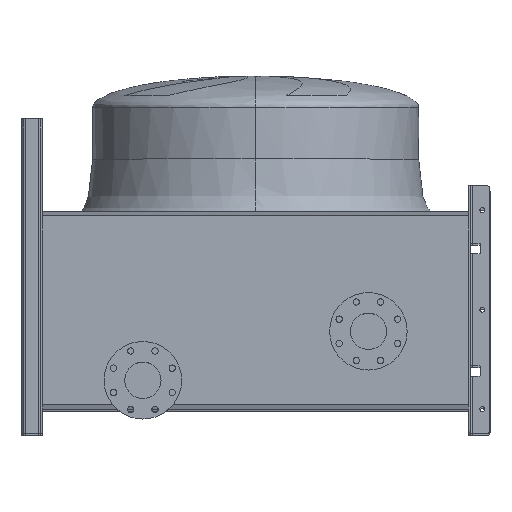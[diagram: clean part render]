
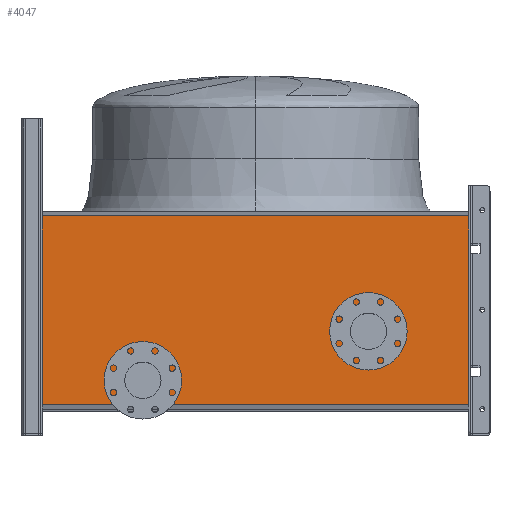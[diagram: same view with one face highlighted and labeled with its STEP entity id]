
A CAD part, top view. The second image highlights one B-rep face of the part: STEP entity #4047.
In plain terms, the highlighted planar face has unit normal (0, 0, 1).
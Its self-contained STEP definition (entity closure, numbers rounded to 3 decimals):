
#46 = CIRCLE ( 'NONE', #9942, 54. ) ;
#55 = VECTOR ( 'NONE', #5846, 1000. ) ;
#164 = CARTESIAN_POINT ( 'NONE',  ( 320., 274., 240. ) ) ;
#336 = DIRECTION ( 'NONE',  ( 0., 0., -1. ) ) ;
#370 = ORIENTED_EDGE ( 'NONE', *, *, #6900, .F. ) ;
#629 = DIRECTION ( 'NONE',  ( -1., 0., 0. ) ) ;
#672 = AXIS2_PLACEMENT_3D ( 'NONE', #5831, #336, #11416 ) ;
#813 = EDGE_CURVE ( 'NONE', #2089, #5944, #46, .T. ) ;
#963 = EDGE_CURVE ( 'NONE', #9238, #3977, #3815, .T. ) ;
#1250 = DIRECTION ( 'NONE',  ( 0., 0., -1. ) ) ;
#1278 = VECTOR ( 'NONE', #9120, 1000. ) ;
#1523 = CARTESIAN_POINT ( 'NONE',  ( 1214.262, 12.578, 240. ) ) ;
#1532 = DIRECTION ( 'NONE',  ( 0., 0., -1. ) ) ;
#1634 = FACE_OUTER_BOUND ( 'NONE', #5740, .T. ) ;
#1686 = ORIENTED_EDGE ( 'NONE', *, *, #6015, .T. ) ;
#1860 = EDGE_CURVE ( 'NONE', #4819, #4669, #10539, .T. ) ;
#2001 = CIRCLE ( 'NONE', #6963, 54. ) ;
#2089 = VERTEX_POINT ( 'NONE', #8816 ) ;
#2330 = CARTESIAN_POINT ( 'NONE',  ( 605., 12.578, 240. ) ) ;
#2422 = CARTESIAN_POINT ( 'NONE',  ( 320., 220., 240. ) ) ;
#2760 = FACE_BOUND ( 'NONE', #10479, .T. ) ;
#3432 = FACE_BOUND ( 'NONE', #7241, .T. ) ;
#3643 = CARTESIAN_POINT ( 'NONE',  ( -605., 547.422, 240. ) ) ;
#3815 = LINE ( 'NONE', #5662, #9372 ) ;
#3977 = VERTEX_POINT ( 'NONE', #6832 ) ;
#3988 = ORIENTED_EDGE ( 'NONE', *, *, #5708, .T. ) ;
#4047 = ADVANCED_FACE ( 'NONE', ( #2760, #1634, #3432 ), #6404, .F. ) ;
#4256 = ORIENTED_EDGE ( 'NONE', *, *, #963, .T. ) ;
#4269 = DIRECTION ( 'NONE',  ( 0., 0., -1. ) ) ;
#4321 = DIRECTION ( 'NONE',  ( -1., 0., 0. ) ) ;
#4340 = CARTESIAN_POINT ( 'NONE',  ( -320., 135., 240. ) ) ;
#4669 = VERTEX_POINT ( 'NONE', #2330 ) ;
#4719 = LINE ( 'NONE', #11747, #1278 ) ;
#4819 = VERTEX_POINT ( 'NONE', #7210 ) ;
#4828 = CARTESIAN_POINT ( 'NONE',  ( -320., 81., 240. ) ) ;
#5159 = CARTESIAN_POINT ( 'NONE',  ( -320., 81., 240. ) ) ;
#5452 = ORIENTED_EDGE ( 'NONE', *, *, #11526, .T. ) ;
#5602 = DIRECTION ( 'NONE',  ( 0., -1., 0. ) ) ;
#5662 = CARTESIAN_POINT ( 'NONE',  ( -605., 12.578, 240. ) ) ;
#5708 = EDGE_CURVE ( 'NONE', #5944, #2089, #2001, .T. ) ;
#5740 = EDGE_LOOP ( 'NONE', ( #11800, #5452, #4256, #370 ) ) ;
#5791 = EDGE_CURVE ( 'NONE', #6644, #10804, #6005, .T. ) ;
#5831 = CARTESIAN_POINT ( 'NONE',  ( 320., 220., 240. ) ) ;
#5846 = DIRECTION ( 'NONE',  ( 0., -1., 0. ) ) ;
#5944 = VERTEX_POINT ( 'NONE', #4340 ) ;
#6005 = CIRCLE ( 'NONE', #672, 54. ) ;
#6015 = EDGE_CURVE ( 'NONE', #10804, #6644, #9610, .T. ) ;
#6024 = CARTESIAN_POINT ( 'NONE',  ( 605., 12.578, 240. ) ) ;
#6070 = DIRECTION ( 'NONE',  ( -1., 0., 0. ) ) ;
#6200 = AXIS2_PLACEMENT_3D ( 'NONE', #2422, #1532, #6070 ) ;
#6404 = PLANE ( 'NONE',  #7552 ) ;
#6644 = VERTEX_POINT ( 'NONE', #9429 ) ;
#6832 = CARTESIAN_POINT ( 'NONE',  ( -605., 12.578, 240. ) ) ;
#6900 = EDGE_CURVE ( 'NONE', #4669, #3977, #9852, .T. ) ;
#6963 = AXIS2_PLACEMENT_3D ( 'NONE', #5159, #4269, #8790 ) ;
#7210 = CARTESIAN_POINT ( 'NONE',  ( 605., 547.422, 240. ) ) ;
#7241 = EDGE_LOOP ( 'NONE', ( #1686, #9599 ) ) ;
#7552 = AXIS2_PLACEMENT_3D ( 'NONE', #11583, #10014, #4321 ) ;
#8250 = ORIENTED_EDGE ( 'NONE', *, *, #813, .T. ) ;
#8790 = DIRECTION ( 'NONE',  ( -1., 0., 0. ) ) ;
#8816 = CARTESIAN_POINT ( 'NONE',  ( -320., 27., 240. ) ) ;
#9120 = DIRECTION ( 'NONE',  ( -1., 0., 0. ) ) ;
#9238 = VERTEX_POINT ( 'NONE', #3643 ) ;
#9372 = VECTOR ( 'NONE', #5602, 1000. ) ;
#9429 = CARTESIAN_POINT ( 'NONE',  ( 320., 166., 240. ) ) ;
#9599 = ORIENTED_EDGE ( 'NONE', *, *, #5791, .T. ) ;
#9610 = CIRCLE ( 'NONE', #6200, 54. ) ;
#9852 = LINE ( 'NONE', #1523, #10870 ) ;
#9942 = AXIS2_PLACEMENT_3D ( 'NONE', #4828, #1250, #10301 ) ;
#10014 = DIRECTION ( 'NONE',  ( 0., 0., -1. ) ) ;
#10301 = DIRECTION ( 'NONE',  ( -1., 0., 0. ) ) ;
#10479 = EDGE_LOOP ( 'NONE', ( #3988, #8250 ) ) ;
#10539 = LINE ( 'NONE', #6024, #55 ) ;
#10804 = VERTEX_POINT ( 'NONE', #164 ) ;
#10870 = VECTOR ( 'NONE', #629, 1000. ) ;
#11416 = DIRECTION ( 'NONE',  ( -1., 0., 0. ) ) ;
#11526 = EDGE_CURVE ( 'NONE', #4819, #9238, #4719, .T. ) ;
#11583 = CARTESIAN_POINT ( 'NONE',  ( 1214.262, 12.578, 240. ) ) ;
#11747 = CARTESIAN_POINT ( 'NONE',  ( 1214.262, 547.422, 240. ) ) ;
#11800 = ORIENTED_EDGE ( 'NONE', *, *, #1860, .F. ) ;
